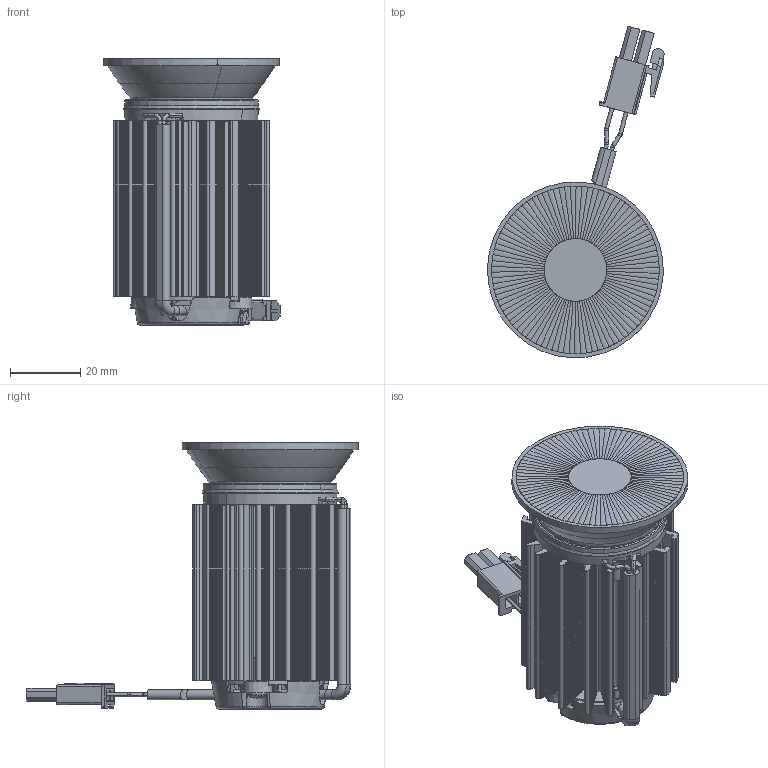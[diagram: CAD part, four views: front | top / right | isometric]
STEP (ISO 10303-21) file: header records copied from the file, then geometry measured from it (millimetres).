
FILE_DESCRIPTION(('Creo Elements/Direct Modeling STEP Export'),'2;1');
FILE_NAME('EVOLVE_LUGA_H50.stp','2018-02-21T 8:26:12',(''),(''),'Creo Elements/Direct Modeling STEP processor for AP214 (Solid Model)','Creo Elements/Direct Modeling 19.0F 14-Feb-2017 (C) Parametric Technology GmbH','');
FILE_SCHEMA(('AUTOMOTIVE_DESIGN { 1 0 10303 214 1 1 1 1 }'));
Length unit declared in the file: millimetre
Products named in the file (9): COP_MASCHIO; CAVO_CONN; CAVO; DMS123G; SRC; DISSIPATORE_D45_H50; HOLDER_13_5X13_5; LENTE; EVOLVE_LUGA_H50
Assembly tree (8 placements, depth 2):
  EVOLVE_LUGA_H50
    LENTE
    HOLDER_13_5X13_5
    DISSIPATORE_D45_H50
    SRC
    DMS123G
    CAVO
    CAVO_CONN
    COP_MASCHIO
Bounding box: 50.29 x 94.37 x 75.65 mm (x, y, z)
Volume: 62457.7 mm3; surface area: 45286.9 mm2
Topology: 8 solids, 8 shells, 2930 faces, 8186 edges, 5276 vertices
Faces by surface type: plane 1549, cylinder 835, bspline 319, torus 108, cone 97, sphere 22
Entity records: 127950 total; most frequent: CARTESIAN_POINT 56365, ORIENTED_EDGE 16328, DIRECTION 12848, EDGE_CURVE 8164, VERTEX_POINT 5276, VECTOR 4754, LINE 4754, AXIS2_PLACEMENT_3D 4047
